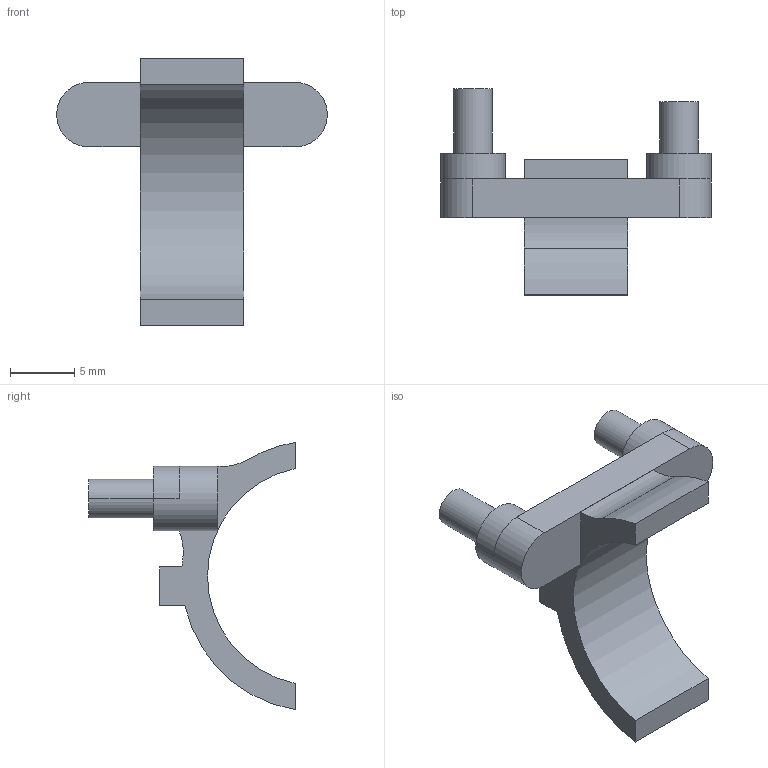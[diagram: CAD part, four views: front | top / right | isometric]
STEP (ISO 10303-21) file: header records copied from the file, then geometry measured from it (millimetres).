
FILE_DESCRIPTION((''),'2;1');
FILE_NAME('FINGER_VERSION1_ASM','2019-07-23T',('fede'),(''),'CREO PARAMETRIC BY PTC INC, 2017170','CREO PARAMETRIC BY PTC INC, 2017170','');
FILE_SCHEMA(('CONFIG_CONTROL_DESIGN'));
Length unit declared in the file: millimetre
Products named in the file (3): FINGER_PZ2; FINGER_PZ1; FINGER_VERSION1_ASM
Assembly tree (2 placements, depth 2):
  FINGER_VERSION1_ASM
    FINGER_PZ2
    FINGER_PZ1
Bounding box: 21 x 16 x 20.72 mm (x, y, z)
Volume: 882.4 mm3; surface area: 1102 mm2
Topology: 2 solids, 2 shells, 36 faces, 90 edges, 60 vertices
Faces by surface type: plane 22, cylinder 14
Entity records: 1174 total; most frequent: DIRECTION 204, CARTESIAN_POINT 191, ORIENTED_EDGE 180, EDGE_CURVE 90, AXIS2_PLACEMENT_3D 73, VERTEX_POINT 60, VECTOR 58, LINE 58
